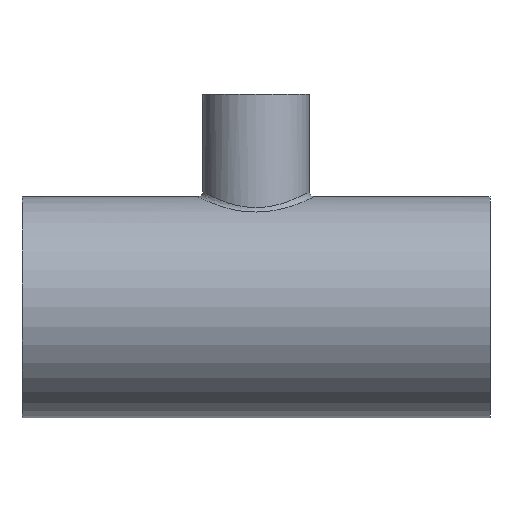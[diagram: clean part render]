
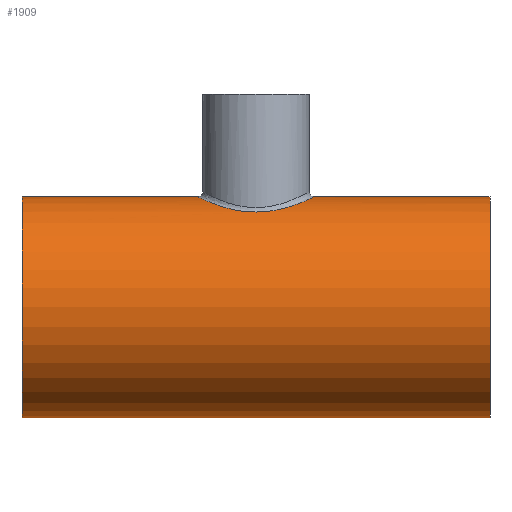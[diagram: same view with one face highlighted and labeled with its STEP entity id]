
A CAD part, front view. The second image highlights one B-rep face of the part: STEP entity #1909.
In plain terms, the highlighted cylindrical face has radius 42.5 mm (diameter 85 mm), a full revolution.
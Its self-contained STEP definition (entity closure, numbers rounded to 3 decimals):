
#1720=CARTESIAN_POINT('',(0.,-21.489,36.667));
#1721=VERTEX_POINT('',#1720);
#1804=CARTESIAN_POINT('',(0.,-21.489,36.667));
#1805=CARTESIAN_POINT('',(0.64,-21.489,36.667));
#1806=CARTESIAN_POINT('',(1.494,-21.454,36.688));
#1807=CARTESIAN_POINT('',(3.193,-21.292,36.782));
#1808=CARTESIAN_POINT('',(5.079,-20.981,36.962));
#1809=CARTESIAN_POINT('',(7.324,-20.356,37.311));
#1810=CARTESIAN_POINT('',(8.887,-19.755,37.631));
#1811=CARTESIAN_POINT('',(10.02,-19.247,37.893));
#1812=CARTESIAN_POINT('',(10.944,-18.788,38.123));
#1813=CARTESIAN_POINT('',(12.379,-17.975,38.517));
#1814=CARTESIAN_POINT('',(14.079,-16.819,39.042));
#1815=CARTESIAN_POINT('',(15.786,-15.36,39.638));
#1816=CARTESIAN_POINT('',(16.905,-14.199,40.062));
#1817=CARTESIAN_POINT('',(18.132,-12.777,40.545));
#1818=CARTESIAN_POINT('',(19.199,-11.294,40.992));
#1819=CARTESIAN_POINT('',(20.187,-9.525,41.426));
#1820=CARTESIAN_POINT('',(20.648,-8.55,41.633));
#1821=CARTESIAN_POINT('',(21.283,-7.065,41.923));
#1822=CARTESIAN_POINT('',(22.005,-4.863,42.261));
#1823=CARTESIAN_POINT('',(22.521,-1.637,42.51));
#1824=CARTESIAN_POINT('',(22.521,1.641,42.51));
#1825=CARTESIAN_POINT('',(22.004,4.867,42.261));
#1826=CARTESIAN_POINT('',(21.197,7.327,41.882));
#1827=CARTESIAN_POINT('',(20.534,8.799,41.582));
#1828=CARTESIAN_POINT('',(20.053,9.765,41.367));
#1829=CARTESIAN_POINT('',(19.196,11.299,40.99));
#1830=CARTESIAN_POINT('',(17.927,13.061,40.46));
#1831=CARTESIAN_POINT('',(16.478,14.66,39.898));
#1832=CARTESIAN_POINT('',(14.923,16.143,39.328));
#1833=CARTESIAN_POINT('',(12.971,17.633,38.682));
#1834=CARTESIAN_POINT('',(11.067,18.734,38.151));
#1835=CARTESIAN_POINT('',(9.582,19.455,37.787));
#1836=CARTESIAN_POINT('',(8.306,19.993,37.506));
#1837=CARTESIAN_POINT('',(6.844,20.487,37.237));
#1838=CARTESIAN_POINT('',(5.209,20.926,36.992));
#1839=CARTESIAN_POINT('',(2.987,21.354,36.746));
#1840=CARTESIAN_POINT('',(-0.004,21.572,36.618));
#1841=CARTESIAN_POINT('',(-2.849,21.364,36.741));
#1842=CARTESIAN_POINT('',(-5.081,20.955,36.976));
#1843=CARTESIAN_POINT('',(-7.255,20.391,37.292));
#1844=CARTESIAN_POINT('',(-9.875,19.398,37.826));
#1845=CARTESIAN_POINT('',(-12.296,18.05,38.487));
#1846=CARTESIAN_POINT('',(-14.065,16.797,39.045));
#1847=CARTESIAN_POINT('',(-15.736,15.422,39.616));
#1848=CARTESIAN_POINT('',(-17.25,13.868,40.191));
#1849=CARTESIAN_POINT('',(-18.573,12.164,40.73));
#1850=CARTESIAN_POINT('',(-19.56,10.675,41.149));
#1851=CARTESIAN_POINT('',(-20.848,8.301,41.718));
#1852=CARTESIAN_POINT('',(-21.761,5.744,42.147));
#1853=CARTESIAN_POINT('',(-22.262,3.255,42.385));
#1854=CARTESIAN_POINT('',(-22.521,1.095,42.51));
#1855=CARTESIAN_POINT('',(-22.522,-1.088,42.511));
#1856=CARTESIAN_POINT('',(-22.263,-3.251,42.386));
#1857=CARTESIAN_POINT('',(-21.836,-5.378,42.182));
#1858=CARTESIAN_POINT('',(-21.157,-7.451,41.864));
#1859=CARTESIAN_POINT('',(-20.245,-9.421,41.451));
#1860=CARTESIAN_POINT('',(-19.196,-11.297,40.991));
#1861=CARTESIAN_POINT('',(-17.778,-13.27,40.397));
#1862=CARTESIAN_POINT('',(-15.919,-15.249,39.684));
#1863=CARTESIAN_POINT('',(-14.061,-16.831,39.036));
#1864=CARTESIAN_POINT('',(-12.042,-18.204,38.412));
#1865=CARTESIAN_POINT('',(-9.844,-19.373,37.834));
#1866=CARTESIAN_POINT('',(-7.524,-20.299,37.343));
#1867=CARTESIAN_POINT('',(-4.271,-21.208,36.835));
#1868=CARTESIAN_POINT('',(-1.707,-21.489,36.667));
#1869=CARTESIAN_POINT('',(0.,-21.489,36.667));
#1870=CARTESIAN_POINT('',(0.,-21.489,36.667));
#1871=CARTESIAN_POINT('',(0.,-21.489,36.667));
#1872=CARTESIAN_POINT('',(0.,-21.489,36.667));
#1873=B_SPLINE_CURVE_WITH_KNOTS('',3,(#1804,#1805,#1806,#1807,#1808,#1809,#1810,#1811,#1812,#1813,#1814,#1815,#1816,#1817,#1818,#1819,#1820,#1821,#1822,#1823,#1824,#1825,#1826,#1827,#1828,#1829,#1830,#1831,#1832,#1833,#1834,#1835,#1836,#1837,#1838,#1839,#1840,#1841,#1842,#1843,#1844,#1845,#1846,#1847,#1848,#1849,#1850,#1851,#1852,#1853,#1854,#1855,#1856,#1857,#1858,#1859,#1860,#1861,#1862,#1863,#1864,#1865,#1866,#1867,#1868,#1869,#1870,#1871,#1872),.UNSPECIFIED.,.T.,.U.,(4,1,1,1,1,1,1,1,1,1,1,1,1,1,1,1,1,1,1,1,1,1,1,1,1,1,1,1,1,1,1,1,1,1,1,1,1,1,1,1,1,1,1,1,1,1,1,1,1,1,1,1,1,1,1,1,1,1,1,1,1,1,1,3,4),(-12.588,-12.419,-12.363,-12.138,-11.914,-11.745,-11.689,-11.576,-11.464,-11.239,-11.015,-10.846,-10.79,-10.49,-10.34,-10.228,-10.19,-9.891,-9.591,-9.291,-8.991,-8.692,-8.579,-8.542,-8.392,-8.092,-7.942,-7.793,-7.493,-7.268,-7.193,-7.043,-6.893,-6.781,-6.594,-6.294,-5.994,-5.844,-5.695,-5.395,-5.095,-4.945,-4.795,-4.496,-4.346,-4.196,-3.996,-3.597,-3.447,-3.297,-2.997,-2.847,-2.697,-2.398,-2.248,-2.098,-1.798,-1.574,-1.349,-1.124,-0.899,-0.674,-0.45,0.0,0.),.UNSPECIFIED.);
#1874=EDGE_CURVE('',#1721,#1721,#1873,.T.);
#1879=CARTESIAN_POINT('',(0.0,0.0,0.0));
#1880=DIRECTION('',(-1.0,0.0,0.0));
#1881=DIRECTION('',(0.0,-1.0,0.0));
#1882=AXIS2_PLACEMENT_3D('',#1879,#1880,#1881);
#1883=CYLINDRICAL_SURFACE('',#1882,42.5);
#1884=CARTESIAN_POINT('',(90.0,-42.5,0.0));
#1885=VERTEX_POINT('',#1884);
#1886=CARTESIAN_POINT('',(90.0,0.0,0.0));
#1887=DIRECTION('',(-1.0,0.0,0.0));
#1888=DIRECTION('',(0.0,-1.0,0.0));
#1889=AXIS2_PLACEMENT_3D('',#1886,#1887,#1888);
#1890=CIRCLE('',#1889,42.5);
#1891=EDGE_CURVE('',#1885,#1885,#1890,.T.);
#1892=ORIENTED_EDGE('',*,*,#1891,.T.);
#1893=EDGE_LOOP('',(#1892));
#1894=FACE_OUTER_BOUND('',#1893,.T.);
#1895=CARTESIAN_POINT('',(-90.0,-42.5,0.0));
#1896=VERTEX_POINT('',#1895);
#1897=CARTESIAN_POINT('',(-90.0,0.0,0.0));
#1898=DIRECTION('',(-1.0,0.0,0.0));
#1899=DIRECTION('',(0.0,-1.0,0.0));
#1900=AXIS2_PLACEMENT_3D('',#1897,#1898,#1899);
#1901=CIRCLE('',#1900,42.5);
#1902=EDGE_CURVE('',#1896,#1896,#1901,.T.);
#1903=ORIENTED_EDGE('',*,*,#1902,.F.);
#1904=EDGE_LOOP('',(#1903));
#1905=FACE_BOUND('',#1904,.T.);
#1906=ORIENTED_EDGE('',*,*,#1874,.F.);
#1907=EDGE_LOOP('',(#1906));
#1908=FACE_BOUND('',#1907,.T.);
#1909=ADVANCED_FACE('',(#1894,#1905,#1908),#1883,.T.);
